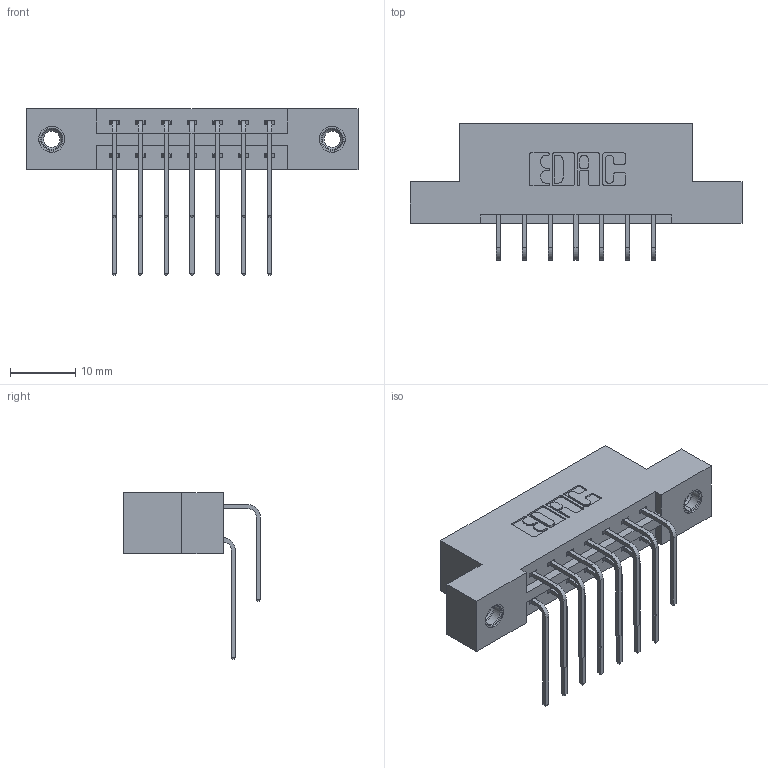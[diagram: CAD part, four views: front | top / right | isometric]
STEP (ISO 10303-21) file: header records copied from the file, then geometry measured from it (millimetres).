
FILE_DESCRIPTION (( 'STEP AP203' ), '1' );
FILE_NAME ('337-014-559-207.STEP', '2019-10-08T12:04:03', ( '' ), ( '' ), 'SwSTEP 2.0', 'SolidWorks 2016', '' );
FILE_SCHEMA (( 'CONFIG_CONTROL_DESIGN' ));
Length unit declared in the file: inch
Products named in the file (5): 337 Part_Flush Mounting Lugs - 0.156 Dia-TI; 345-250-001_345-250-005-103; 345-292-001_558 559 Tail - 1; 337-014-559-207; 345-292-001_559 Tail - 2
Assembly tree (17 placements, depth 2):
  337-014-559-207
    337 Part_Flush Mounting Lugs - 0.156 Dia-TI
    345-292-001_558 559 Tail - 1  x7
    345-292-001_559 Tail - 2  x7
    345-250-001_345-250-005-103  x2
Bounding box: 50.75 x 20.9 x 25.53 mm (x, y, z)
Volume: 4949.7 mm3; surface area: 5697.2 mm2
Topology: 17 solids, 17 shells, 958 faces, 2785 edges, 1830 vertices
Faces by surface type: plane 662, cylinder 280, cone 12, torus 4
Entity records: 12924 total; most frequent: CARTESIAN_POINT 2232, ORIENTED_EDGE 2110, DIRECTION 1977, EDGE_CURVE 1055, LINE 867, VECTOR 867, VERTEX_POINT 696, AXIS2_PLACEMENT_3D 555
